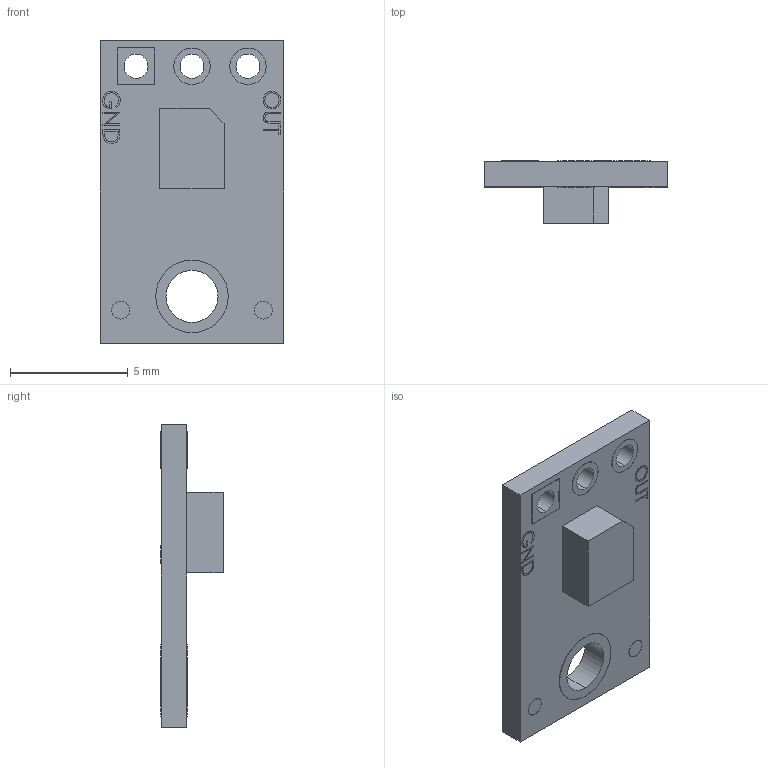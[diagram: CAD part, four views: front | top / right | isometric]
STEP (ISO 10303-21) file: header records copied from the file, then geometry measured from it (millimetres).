
FILE_DESCRIPTION (( 'STEP AP214' ), '1' );
FILE_NAME ('Pololu QTR Sensor.STEP', '2016-07-22T21:39:52', ( 'TNG' ), ( '' ), 'SwSTEP 2.0', 'SolidWorks 2015', '' );
FILE_SCHEMA (( 'AUTOMOTIVE_DESIGN' ));
Length unit declared in the file: inch
Products named in the file (1): Pololu QTR Sensor
Bounding box: 7.77 x 2.64 x 12.83 mm (x, y, z)
Volume: 114.1 mm3; surface area: 270.6 mm2
Topology: 1 solids, 1 shells, 429 faces, 1110 edges, 740 vertices
Faces by surface type: plane 237, bspline 164, cylinder 28
Entity records: 28624 total; most frequent: CARTESIAN_POINT 13596, ORIENTED_EDGE 2220, DIRECTION 1372, EDGE_CURVE 1110, VERTEX_POINT 740, VECTOR 724, LINE 724, EDGE_LOOP 494
